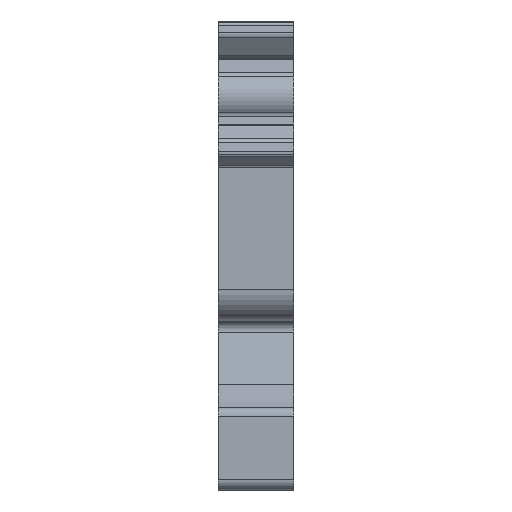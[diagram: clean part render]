
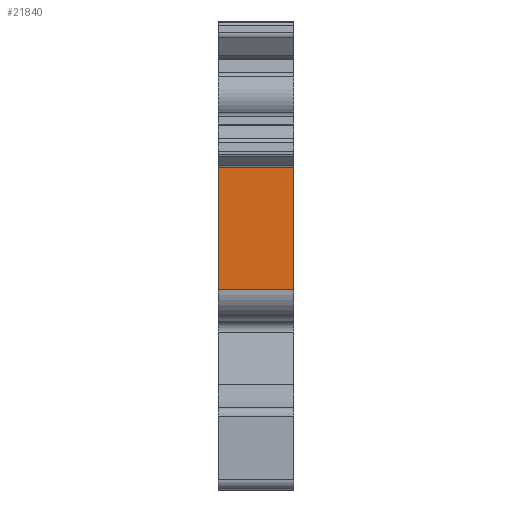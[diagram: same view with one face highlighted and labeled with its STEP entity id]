
A CAD part, left-side view. The second image highlights one B-rep face of the part: STEP entity #21840.
In plain terms, the highlighted planar face has unit normal (-1, 0, 0).
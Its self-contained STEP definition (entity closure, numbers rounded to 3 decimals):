
#2014 = LINE ( 'NONE', #35638, #13257 ) ;
#4147 = EDGE_CURVE ( 'NONE', #26405, #29636, #31771, .T. ) ;
#5092 = EDGE_LOOP ( 'NONE', ( #11390, #28571, #34136, #17716 ) ) ;
#6969 = CARTESIAN_POINT ( 'NONE',  ( -59.2, 0., 18.458 ) ) ;
#8117 = CARTESIAN_POINT ( 'NONE',  ( -59.2, 6., 8.704 ) ) ;
#8835 = VECTOR ( 'NONE', #28679, 1000. ) ;
#9309 = VECTOR ( 'NONE', #32145, 1000. ) ;
#10434 = LINE ( 'NONE', #23154, #8835 ) ;
#11390 = ORIENTED_EDGE ( 'NONE', *, *, #28625, .F. ) ;
#13257 = VECTOR ( 'NONE', #35257, 1000. ) ;
#13525 = PLANE ( 'NONE',  #27974 ) ;
#13783 = EDGE_CURVE ( 'NONE', #26405, #34169, #2014, .T. ) ;
#15884 = DIRECTION ( 'NONE',  ( 0., 0., -1. ) ) ;
#16977 = CARTESIAN_POINT ( 'NONE',  ( -59.2, 6., 18.458 ) ) ;
#17716 = ORIENTED_EDGE ( 'NONE', *, *, #31439, .T. ) ;
#19498 = CARTESIAN_POINT ( 'NONE',  ( -59.2, 6., 8.704 ) ) ;
#21840 = ADVANCED_FACE ( 'NONE', ( #37626 ), #13525, .T. ) ;
#22878 = DIRECTION ( 'NONE',  ( 0., 1., 0. ) ) ;
#23154 = CARTESIAN_POINT ( 'NONE',  ( -59.2, 6., 8.704 ) ) ;
#25928 = LINE ( 'NONE', #37927, #26489 ) ;
#26405 = VERTEX_POINT ( 'NONE', #16977 ) ;
#26489 = VECTOR ( 'NONE', #15884, 1000. ) ;
#27974 = AXIS2_PLACEMENT_3D ( 'NONE', #34486, #35265, #22878 ) ;
#28571 = ORIENTED_EDGE ( 'NONE', *, *, #13783, .F. ) ;
#28625 = EDGE_CURVE ( 'NONE', #34169, #37748, #25928, .T. ) ;
#28679 = DIRECTION ( 'NONE',  ( 0., -1., 0. ) ) ;
#29636 = VERTEX_POINT ( 'NONE', #8117 ) ;
#31439 = EDGE_CURVE ( 'NONE', #29636, #37748, #10434, .T. ) ;
#31771 = LINE ( 'NONE', #19498, #9309 ) ;
#32145 = DIRECTION ( 'NONE',  ( 0., 0., -1. ) ) ;
#32444 = CARTESIAN_POINT ( 'NONE',  ( -59.2, 0., 8.704 ) ) ;
#34136 = ORIENTED_EDGE ( 'NONE', *, *, #4147, .T. ) ;
#34169 = VERTEX_POINT ( 'NONE', #6969 ) ;
#34486 = CARTESIAN_POINT ( 'NONE',  ( -59.2, 6., 8.704 ) ) ;
#35257 = DIRECTION ( 'NONE',  ( 0., -1., 0. ) ) ;
#35265 = DIRECTION ( 'NONE',  ( -1., 0., 0. ) ) ;
#35638 = CARTESIAN_POINT ( 'NONE',  ( -59.2, 6., 18.458 ) ) ;
#37626 = FACE_OUTER_BOUND ( 'NONE', #5092, .T. ) ;
#37748 = VERTEX_POINT ( 'NONE', #32444 ) ;
#37927 = CARTESIAN_POINT ( 'NONE',  ( -59.2, 0., 8.704 ) ) ;
